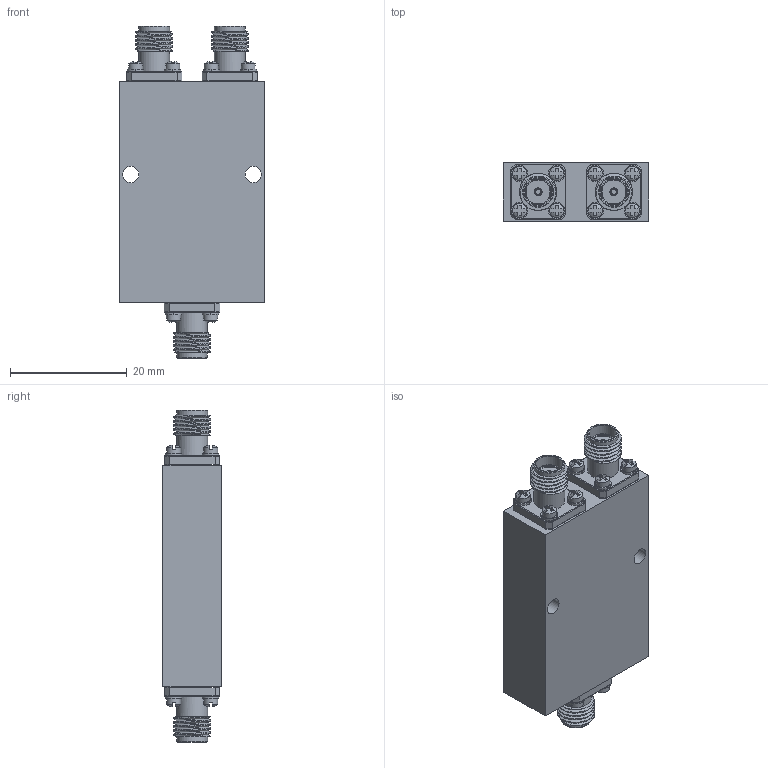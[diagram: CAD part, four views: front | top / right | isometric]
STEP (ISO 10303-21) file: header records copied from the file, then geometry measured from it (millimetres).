
FILE_DESCRIPTION (( 'STEP AP214' ), '1' );
FILE_NAME ('APD-2-2G8G-SFF-30W.STEP', '2025-07-01T15:35:07', ( '' ), ( '' ), 'SwSTEP 2.0', 'SolidWorks 2024', '' );
FILE_SCHEMA (( 'AUTOMOTIVE_DESIGN' ));
Length unit declared in the file: inch
Products named in the file (1): APD-2-2G8G-SFF-30W
Bounding box: 24.99 x 10.06 x 56.9 mm (x, y, z)
Surface area: 5377.1 mm2 (no closed solid volume)
Topology: 0 solids, 32 shells, 455 faces, 1951 edges, 1638 vertices
Faces by surface type: plane 318, cylinder 86, sphere 24, torus 21, bspline 6
Full cylindrical faces by diameter (mm): 1.016 x3, 2.438 x12, 2.794 x2, 4.191 x3, 4.597 x3, 5.283 x6
Entity records: 28830 total; most frequent: CARTESIAN_POINT 10040, ORIENTED_EDGE 3624, DIRECTION 2583, EDGE_CURVE 1886, VERTEX_POINT 1623, LINE 1075, VECTOR 1075, AXIS2_PLACEMENT_3D 754
